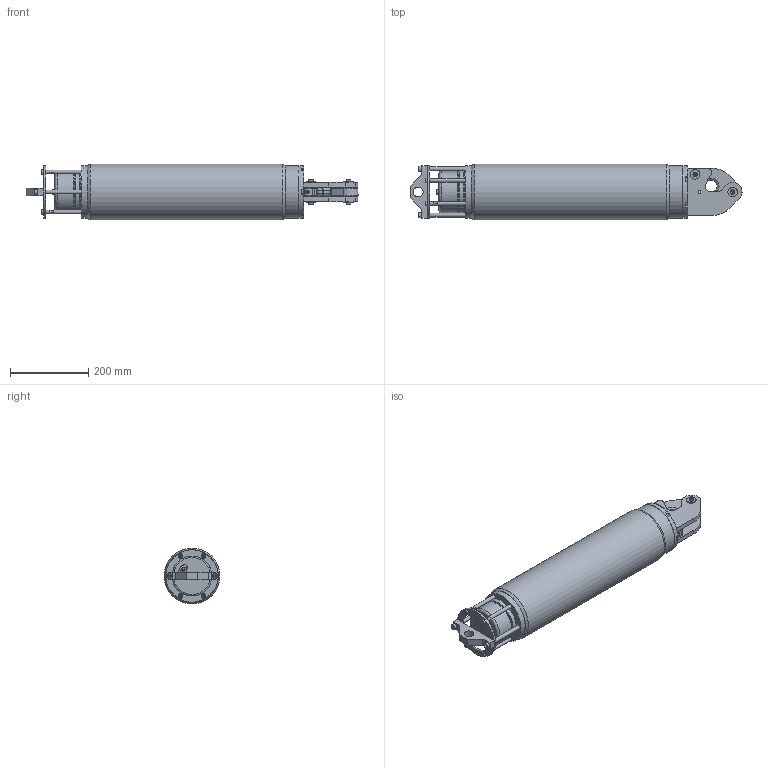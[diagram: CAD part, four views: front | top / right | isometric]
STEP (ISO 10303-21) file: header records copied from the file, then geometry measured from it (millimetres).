
FILE_DESCRIPTION (( 'STEP AP214' ), '1' );
FILE_NAME ('PAA00379-A.STEP', '2021-10-29T11:24:08', ( '' ), ( '' ), 'SwSTEP 2.0', 'SolidWorks 2018', '' );
FILE_SCHEMA (( 'AUTOMOTIVE_DESIGN' ));
Length unit declared in the file: millimetre
Products named in the file (2): PAA00379-A
Bounding box: 848.85 x 143 x 143 mm (x, y, z)
Volume: 10139067.4 mm3; surface area: 488708.4 mm2
Topology: 2 solids, 22 shells, 931 faces, 2334 edges, 1519 vertices
Faces by surface type: plane 530, cylinder 169, bspline 166, cone 61, torus 5
Full cylindrical faces by diameter (mm): 4.8 x1, 4.9 x5, 5 x13, 6 x10, 6.2 x6, 6.5 x4, 6.8 x2, 7 x1, 7.3 x1, 9.5 x4, 10 x9, 10.2 x9, 11 x8, 12 x3, 12.7 x8, 13 x1, 14 x1, 17.9 x2, 23 x1, 23.9 x2, 24 x4, 25 x3, 28 x2, 29.6 x1, 30 x1, 33 x2, 102 x1, 104 x1, 106 x4, 107 x2
Entity records: 42786 total; most frequent: CARTESIAN_POINT 12425, ORIENTED_EDGE 4102, DIRECTION 3669, EDGE_CURVE 2051, VERTEX_POINT 1411, AXIS2_PLACEMENT_3D 1252, EDGE_LOOP 1246, LINE 1165
